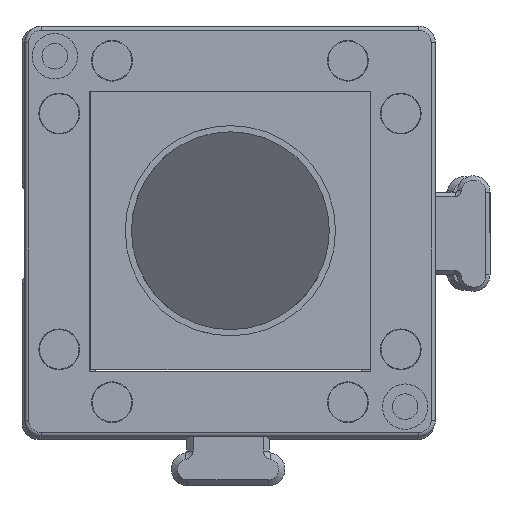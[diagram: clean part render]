
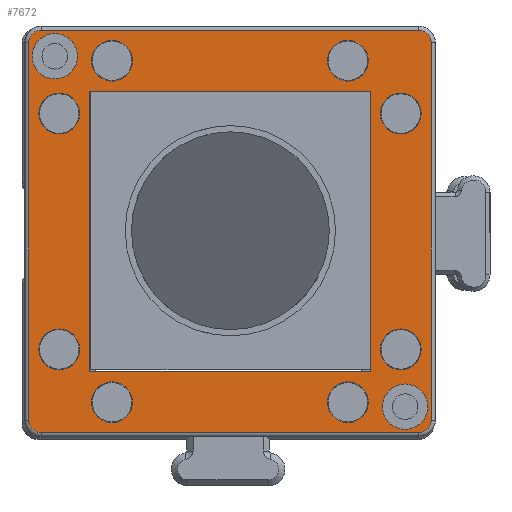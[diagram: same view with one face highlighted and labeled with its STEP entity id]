
A CAD part, front view. The second image highlights one B-rep face of the part: STEP entity #7672.
In plain terms, the highlighted face is planar.
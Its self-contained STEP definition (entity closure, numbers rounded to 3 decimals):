
#354=FACE_BOUND('',#1390,.T.);
#355=FACE_BOUND('',#1391,.T.);
#356=FACE_BOUND('',#1392,.T.);
#357=FACE_BOUND('',#1393,.T.);
#358=FACE_BOUND('',#1394,.T.);
#359=FACE_BOUND('',#1395,.T.);
#360=FACE_BOUND('',#1396,.T.);
#361=FACE_BOUND('',#1397,.T.);
#362=FACE_BOUND('',#1398,.T.);
#363=FACE_BOUND('',#1399,.T.);
#364=FACE_BOUND('',#1400,.T.);
#539=PLANE('',#8470);
#929=FACE_OUTER_BOUND('',#1389,.T.);
#1389=EDGE_LOOP('',(#6541,#6542,#6543,#6544,#6545,#6546,#6547,#6548));
#1390=EDGE_LOOP('',(#6549));
#1391=EDGE_LOOP('',(#6550));
#1392=EDGE_LOOP('',(#6551));
#1393=EDGE_LOOP('',(#6552));
#1394=EDGE_LOOP('',(#6553));
#1395=EDGE_LOOP('',(#6554));
#1396=EDGE_LOOP('',(#6555));
#1397=EDGE_LOOP('',(#6556));
#1398=EDGE_LOOP('',(#6557,#6558,#6559,#6560));
#1399=EDGE_LOOP('',(#6561));
#1400=EDGE_LOOP('',(#6562));
#2032=LINE('',#12353,#2795);
#2036=LINE('',#12371,#2799);
#2040=LINE('',#12380,#2803);
#2044=LINE('',#12389,#2807);
#2077=LINE('',#12452,#2840);
#2078=LINE('',#12454,#2841);
#2079=LINE('',#12456,#2842);
#2080=LINE('',#12457,#2843);
#2795=VECTOR('',#10177,10.);
#2799=VECTOR('',#10197,10.);
#2803=VECTOR('',#10207,10.);
#2807=VECTOR('',#10217,10.);
#2840=VECTOR('',#10264,10.);
#2841=VECTOR('',#10265,10.);
#2842=VECTOR('',#10266,10.);
#2843=VECTOR('',#10267,10.);
#3214=CIRCLE('',#8322,2.475);
#3216=CIRCLE('',#8326,2.475);
#3218=CIRCLE('',#8330,2.475);
#3220=CIRCLE('',#8334,2.475);
#3222=CIRCLE('',#8338,2.475);
#3224=CIRCLE('',#8342,2.475);
#3226=CIRCLE('',#8346,2.475);
#3228=CIRCLE('',#8350,2.475);
#3273=CIRCLE('',#8437,1.5);
#3275=CIRCLE('',#8440,1.5);
#3279=CIRCLE('',#8445,1.5);
#3284=CIRCLE('',#8453,1.5);
#3291=CIRCLE('',#8471,2.75);
#3292=CIRCLE('',#8472,2.75);
#3673=VERTEX_POINT('',#12015);
#3675=VERTEX_POINT('',#12022);
#3677=VERTEX_POINT('',#12029);
#3679=VERTEX_POINT('',#12036);
#3681=VERTEX_POINT('',#12043);
#3683=VERTEX_POINT('',#12050);
#3685=VERTEX_POINT('',#12057);
#3687=VERTEX_POINT('',#12064);
#3780=VERTEX_POINT('',#12329);
#3781=VERTEX_POINT('',#12331);
#3782=VERTEX_POINT('',#12335);
#3783=VERTEX_POINT('',#12336);
#3786=VERTEX_POINT('',#12344);
#3787=VERTEX_POINT('',#12345);
#3792=VERTEX_POINT('',#12362);
#3793=VERTEX_POINT('',#12363);
#3821=VERTEX_POINT('',#12450);
#3822=VERTEX_POINT('',#12451);
#3823=VERTEX_POINT('',#12453);
#3824=VERTEX_POINT('',#12455);
#3825=VERTEX_POINT('',#12458);
#3826=VERTEX_POINT('',#12460);
#4574=EDGE_CURVE('',#3673,#3673,#3214,.T.);
#4577=EDGE_CURVE('',#3675,#3675,#3216,.T.);
#4580=EDGE_CURVE('',#3677,#3677,#3218,.T.);
#4583=EDGE_CURVE('',#3679,#3679,#3220,.T.);
#4586=EDGE_CURVE('',#3681,#3681,#3222,.T.);
#4589=EDGE_CURVE('',#3683,#3683,#3224,.T.);
#4592=EDGE_CURVE('',#3685,#3685,#3226,.T.);
#4595=EDGE_CURVE('',#3687,#3687,#3228,.T.);
#4725=EDGE_CURVE('',#3780,#3781,#3273,.T.);
#4727=EDGE_CURVE('',#3782,#3783,#3275,.T.);
#4731=EDGE_CURVE('',#3786,#3787,#3279,.T.);
#4735=EDGE_CURVE('',#3787,#3780,#2032,.T.);
#4740=EDGE_CURVE('',#3792,#3793,#3284,.T.);
#4744=EDGE_CURVE('',#3793,#3786,#2036,.T.);
#4749=EDGE_CURVE('',#3783,#3792,#2040,.T.);
#4754=EDGE_CURVE('',#3781,#3782,#2044,.T.);
#4788=EDGE_CURVE('',#3821,#3822,#2077,.T.);
#4789=EDGE_CURVE('',#3822,#3823,#2078,.T.);
#4790=EDGE_CURVE('',#3823,#3824,#2079,.T.);
#4791=EDGE_CURVE('',#3824,#3821,#2080,.T.);
#4792=EDGE_CURVE('',#3825,#3825,#3291,.T.);
#4793=EDGE_CURVE('',#3826,#3826,#3292,.T.);
#6541=ORIENTED_EDGE('',*,*,#4740,.F.);
#6542=ORIENTED_EDGE('',*,*,#4749,.F.);
#6543=ORIENTED_EDGE('',*,*,#4727,.F.);
#6544=ORIENTED_EDGE('',*,*,#4754,.F.);
#6545=ORIENTED_EDGE('',*,*,#4725,.F.);
#6546=ORIENTED_EDGE('',*,*,#4735,.F.);
#6547=ORIENTED_EDGE('',*,*,#4731,.F.);
#6548=ORIENTED_EDGE('',*,*,#4744,.F.);
#6549=ORIENTED_EDGE('',*,*,#4574,.T.);
#6550=ORIENTED_EDGE('',*,*,#4577,.T.);
#6551=ORIENTED_EDGE('',*,*,#4580,.T.);
#6552=ORIENTED_EDGE('',*,*,#4583,.T.);
#6553=ORIENTED_EDGE('',*,*,#4586,.T.);
#6554=ORIENTED_EDGE('',*,*,#4589,.T.);
#6555=ORIENTED_EDGE('',*,*,#4592,.T.);
#6556=ORIENTED_EDGE('',*,*,#4595,.T.);
#6557=ORIENTED_EDGE('',*,*,#4788,.T.);
#6558=ORIENTED_EDGE('',*,*,#4789,.T.);
#6559=ORIENTED_EDGE('',*,*,#4790,.T.);
#6560=ORIENTED_EDGE('',*,*,#4791,.T.);
#6561=ORIENTED_EDGE('',*,*,#4792,.T.);
#6562=ORIENTED_EDGE('',*,*,#4793,.T.);
#7672=ADVANCED_FACE('',(#929,#354,#355,#356,#357,#358,#359,#360,#361,#362,
#363,#364),#539,.F.);
#8322=AXIS2_PLACEMENT_3D('',#12017,#9829,#9830);
#8326=AXIS2_PLACEMENT_3D('',#12024,#9838,#9839);
#8330=AXIS2_PLACEMENT_3D('',#12031,#9847,#9848);
#8334=AXIS2_PLACEMENT_3D('',#12038,#9856,#9857);
#8338=AXIS2_PLACEMENT_3D('',#12045,#9865,#9866);
#8342=AXIS2_PLACEMENT_3D('',#12052,#9874,#9875);
#8346=AXIS2_PLACEMENT_3D('',#12059,#9883,#9884);
#8350=AXIS2_PLACEMENT_3D('',#12066,#9892,#9893);
#8437=AXIS2_PLACEMENT_3D('',#12332,#10151,#10152);
#8440=AXIS2_PLACEMENT_3D('',#12337,#10157,#10158);
#8445=AXIS2_PLACEMENT_3D('',#12346,#10167,#10168);
#8453=AXIS2_PLACEMENT_3D('',#12364,#10187,#10188);
#8470=AXIS2_PLACEMENT_3D('',#12449,#10262,#10263);
#8471=AXIS2_PLACEMENT_3D('',#12459,#10268,#10269);
#8472=AXIS2_PLACEMENT_3D('',#12461,#10270,#10271);
#9829=DIRECTION('center_axis',(0.,0.,1.));
#9830=DIRECTION('ref_axis',(1.,0.,0.));
#9838=DIRECTION('center_axis',(0.,0.,1.));
#9839=DIRECTION('ref_axis',(1.,0.,0.));
#9847=DIRECTION('center_axis',(0.,0.,1.));
#9848=DIRECTION('ref_axis',(1.,0.,0.));
#9856=DIRECTION('center_axis',(0.,0.,1.));
#9857=DIRECTION('ref_axis',(1.,0.,0.));
#9865=DIRECTION('center_axis',(0.,0.,1.));
#9866=DIRECTION('ref_axis',(1.,0.,0.));
#9874=DIRECTION('center_axis',(0.,0.,1.));
#9875=DIRECTION('ref_axis',(1.,0.,0.));
#9883=DIRECTION('center_axis',(0.,0.,1.));
#9884=DIRECTION('ref_axis',(1.,0.,0.));
#9892=DIRECTION('center_axis',(0.,0.,1.));
#9893=DIRECTION('ref_axis',(1.,0.,0.));
#10151=DIRECTION('center_axis',(0.,0.,1.));
#10152=DIRECTION('ref_axis',(-0.707,0.707,0.));
#10157=DIRECTION('center_axis',(0.,0.,1.));
#10158=DIRECTION('ref_axis',(-0.707,-0.707,0.));
#10167=DIRECTION('center_axis',(0.,0.,1.));
#10168=DIRECTION('ref_axis',(0.707,0.707,0.));
#10177=DIRECTION('',(-1.,0.,0.));
#10187=DIRECTION('center_axis',(0.,0.,1.));
#10188=DIRECTION('ref_axis',(0.707,-0.707,0.));
#10197=DIRECTION('',(0.,1.,0.));
#10207=DIRECTION('',(1.,0.,0.));
#10217=DIRECTION('',(0.,-1.,0.));
#10262=DIRECTION('center_axis',(0.,0.,1.));
#10263=DIRECTION('ref_axis',(1.,0.,0.));
#10264=DIRECTION('',(0.,1.,0.));
#10265=DIRECTION('',(-1.,0.,0.));
#10266=DIRECTION('',(0.,-1.,0.));
#10267=DIRECTION('',(1.,0.,0.));
#10268=DIRECTION('center_axis',(0.,0.,1.));
#10269=DIRECTION('ref_axis',(-1.,0.,0.));
#10270=DIRECTION('center_axis',(0.,0.,1.));
#10271=DIRECTION('ref_axis',(-1.,0.,0.));
#12015=CARTESIAN_POINT('',(-23.185,14.3,0.));
#12017=CARTESIAN_POINT('Origin',(-20.71,14.3,0.));
#12022=CARTESIAN_POINT('',(-16.775,-20.71,0.));
#12024=CARTESIAN_POINT('Origin',(-14.3,-20.71,0.));
#12029=CARTESIAN_POINT('',(18.235,-14.3,0.));
#12031=CARTESIAN_POINT('Origin',(20.71,-14.3,0.));
#12036=CARTESIAN_POINT('',(11.825,20.71,0.));
#12038=CARTESIAN_POINT('Origin',(14.3,20.71,0.));
#12043=CARTESIAN_POINT('',(-16.775,20.71,0.));
#12045=CARTESIAN_POINT('Origin',(-14.3,20.71,0.));
#12050=CARTESIAN_POINT('',(18.235,14.3,0.));
#12052=CARTESIAN_POINT('Origin',(20.71,14.3,0.));
#12057=CARTESIAN_POINT('',(11.825,-20.71,0.));
#12059=CARTESIAN_POINT('Origin',(14.3,-20.71,0.));
#12064=CARTESIAN_POINT('',(-23.185,-14.3,0.));
#12066=CARTESIAN_POINT('Origin',(-20.71,-14.3,0.));
#12329=CARTESIAN_POINT('',(-22.9,24.4,0.));
#12331=CARTESIAN_POINT('',(-24.4,22.9,0.));
#12332=CARTESIAN_POINT('Origin',(-22.9,22.9,0.));
#12335=CARTESIAN_POINT('',(-24.4,-22.9,0.));
#12336=CARTESIAN_POINT('',(-22.9,-24.4,0.));
#12337=CARTESIAN_POINT('Origin',(-22.9,-22.9,0.));
#12344=CARTESIAN_POINT('',(24.4,22.9,0.));
#12345=CARTESIAN_POINT('',(22.9,24.4,0.));
#12346=CARTESIAN_POINT('Origin',(22.9,22.9,0.));
#12353=CARTESIAN_POINT('',(12.45,24.4,0.));
#12362=CARTESIAN_POINT('',(22.9,-24.4,0.));
#12363=CARTESIAN_POINT('',(24.4,-22.9,0.));
#12364=CARTESIAN_POINT('Origin',(22.9,-22.9,0.));
#12371=CARTESIAN_POINT('',(24.4,-12.45,0.));
#12380=CARTESIAN_POINT('',(-12.45,-24.4,0.));
#12389=CARTESIAN_POINT('',(-24.4,12.45,0.));
#12449=CARTESIAN_POINT('Origin',(0.,0.,
0.));
#12450=CARTESIAN_POINT('',(17.02,-17.02,0.));
#12451=CARTESIAN_POINT('',(17.02,17.02,0.));
#12452=CARTESIAN_POINT('',(17.02,-8.51,0.));
#12453=CARTESIAN_POINT('',(-17.02,17.02,0.));
#12454=CARTESIAN_POINT('',(8.51,17.02,0.));
#12455=CARTESIAN_POINT('',(-17.02,-17.02,0.));
#12456=CARTESIAN_POINT('',(-17.02,8.51,0.));
#12457=CARTESIAN_POINT('',(-8.51,-17.02,0.));
#12458=CARTESIAN_POINT('',(24.,-21.25,0.));
#12459=CARTESIAN_POINT('Origin',(21.25,-21.25,0.));
#12460=CARTESIAN_POINT('',(-18.5,21.25,0.));
#12461=CARTESIAN_POINT('Origin',(-21.25,21.25,0.));
